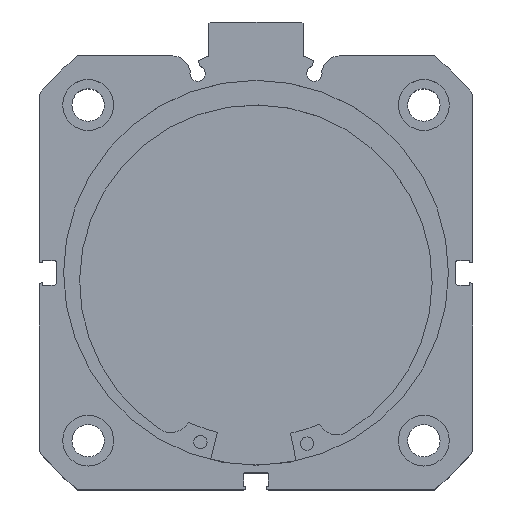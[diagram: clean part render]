
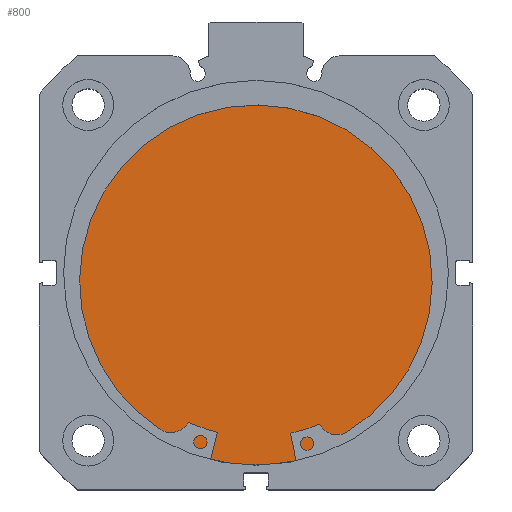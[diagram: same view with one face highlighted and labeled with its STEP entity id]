
A CAD part, top view. The second image highlights one B-rep face of the part: STEP entity #800.
In plain terms, the highlighted face is planar.
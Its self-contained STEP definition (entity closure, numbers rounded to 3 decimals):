
#800 = ADVANCED_FACE ( 'NONE', ( #1181 ), #3979, .F. ) ;
#1181 = FACE_OUTER_BOUND ( 'NONE', #5496, .T. ) ;
#1918 = CIRCLE ( 'NONE', #2196, 51. ) ;
#1948 = CIRCLE ( 'NONE', #2210, 51. ) ;
#2196 = AXIS2_PLACEMENT_3D ( 'NONE', #5701, #5670, #5639 ) ;
#2210 = AXIS2_PLACEMENT_3D ( 'NONE', #5691, #5674, #5675 ) ;
#2895 = EDGE_CURVE ( 'NONE', #4335, #4626, #1918, .T. ) ;
#2917 = EDGE_CURVE ( 'NONE', #4626, #4335, #1948, .T. ) ;
#3325 = ORIENTED_EDGE ( 'NONE', *, *, #2917, .F. ) ;
#3361 = ORIENTED_EDGE ( 'NONE', *, *, #2895, .F. ) ;
#3785 = DIRECTION ( 'NONE',  ( -1., 0., 0. ) ) ;
#3979 = PLANE ( 'NONE',  #6811 ) ;
#3982 = CARTESIAN_POINT ( 'NONE',  ( 13., 51., 0. ) ) ;
#4335 = VERTEX_POINT ( 'NONE', #5987 ) ;
#4477 = DIRECTION ( 'NONE',  ( 0., 0., 1. ) ) ;
#4626 = VERTEX_POINT ( 'NONE', #6092 ) ;
#5496 = EDGE_LOOP ( 'NONE', ( #3361, #3325 ) ) ;
#5639 = DIRECTION ( 'NONE',  ( 0., 0., 1. ) ) ;
#5670 = DIRECTION ( 'NONE',  ( -1., 0., 0. ) ) ;
#5674 = DIRECTION ( 'NONE',  ( -1., 0., 0. ) ) ;
#5675 = DIRECTION ( 'NONE',  ( 0., 0., 1. ) ) ;
#5691 = CARTESIAN_POINT ( 'NONE',  ( 13., 0., 0. ) ) ;
#5701 = CARTESIAN_POINT ( 'NONE',  ( 13., 0., 0. ) ) ;
#5987 = CARTESIAN_POINT ( 'NONE',  ( 13., 0., 51. ) ) ;
#6092 = CARTESIAN_POINT ( 'NONE',  ( 13., 0., -51. ) ) ;
#6811 = AXIS2_PLACEMENT_3D ( 'NONE', #3982, #3785, #4477 ) ;
